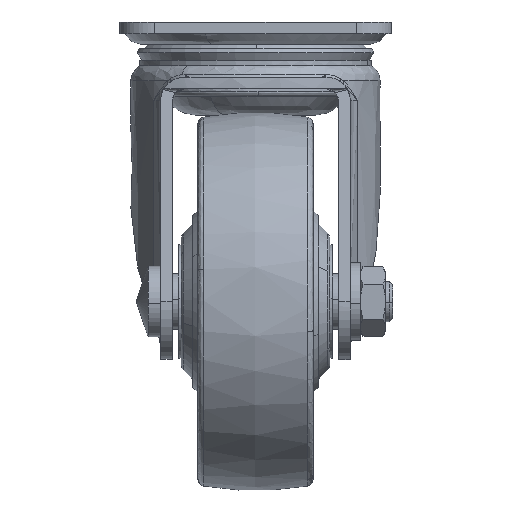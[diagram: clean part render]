
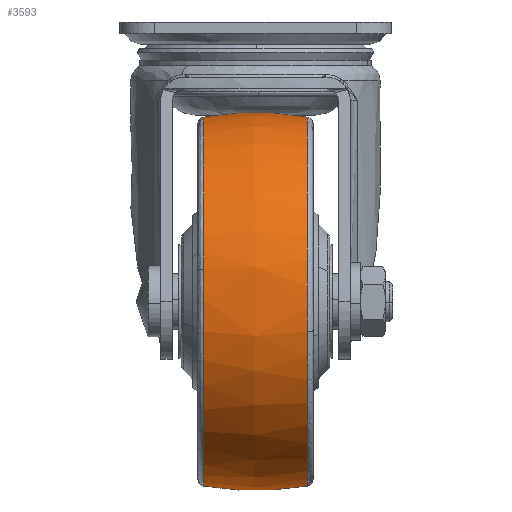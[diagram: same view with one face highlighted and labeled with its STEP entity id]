
A CAD part, left-side view. The second image highlights one B-rep face of the part: STEP entity #3593.
In plain terms, the highlighted free-form (B-spline) face has degree [2, 2] with [5, 5] control points.
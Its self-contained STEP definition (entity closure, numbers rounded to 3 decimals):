
#3312=CARTESIAN_POINT('',(-61.052,10.256,-49.091));
#3313=VERTEX_POINT('',#3312);
#3327=CARTESIAN_POINT('',(-25.0,10.256,-18.883));
#3328=VERTEX_POINT('',#3327);
#3329=CARTESIAN_POINT('',(-25.0,10.256,-18.883));
#3330=CARTESIAN_POINT('',(-55.682,10.256,-18.883));
#3331=CARTESIAN_POINT('',(-61.052,10.256,-49.091));
#3339=(BOUNDED_CURVE()B_SPLINE_CURVE(2,(#3329,#3330,#3331),.UNSPECIFIED.,.F.,.U.)B_SPLINE_CURVE_WITH_KNOTS((3,3),(0.5,0.72),.UNSPECIFIED.)CURVE()GEOMETRIC_REPRESENTATION_ITEM()RATIONAL_B_SPLINE_CURVE((1.0,0.742,0.938))REPRESENTATION_ITEM(''));
#3340=EDGE_CURVE('',#3328,#3313,#3339,.T.);
#3400=CARTESIAN_POINT('',(-25.0,10.256,-92.117));
#3401=VERTEX_POINT('',#3400);
#3415=CARTESIAN_POINT('',(-61.052,10.256,-49.091));
#3416=CARTESIAN_POINT('',(-61.617,10.256,-52.271));
#3417=CARTESIAN_POINT('',(-61.617,10.256,-55.5));
#3418=CARTESIAN_POINT('',(-61.617,10.256,-92.117));
#3419=CARTESIAN_POINT('',(-25.0,10.256,-92.117));
#3427=(BOUNDED_CURVE()B_SPLINE_CURVE(2,(#3415,#3416,#3417,#3418,#3419),.UNSPECIFIED.,.F.,.U.)B_SPLINE_CURVE_WITH_KNOTS((3,2,3),(0.72,0.75,1.0),.UNSPECIFIED.)CURVE()GEOMETRIC_REPRESENTATION_ITEM()RATIONAL_B_SPLINE_CURVE((0.938,0.965,1.0,0.707,1.0))REPRESENTATION_ITEM(''));
#3428=EDGE_CURVE('',#3313,#3401,#3427,.T.);
#3468=CARTESIAN_POINT('',(-25.0,-10.256,-92.117));
#3469=VERTEX_POINT('',#3468);
#3470=CARTESIAN_POINT('',(-25.0,-10.256,-92.117));
#3471=CARTESIAN_POINT('',(-25.0,-6.766,-92.723));
#3472=CARTESIAN_POINT('',(-25.0,0.109,-93.295));
#3473=CARTESIAN_POINT('',(-25.0,6.977,-92.686));
#3474=CARTESIAN_POINT('',(-25.0,10.256,-92.117));
#3475=B_SPLINE_CURVE_WITH_KNOTS('',3,(#3470,#3471,#3472,#3473,#3474),.UNSPECIFIED.,.F.,.U.,(4,1,4),(0.,10.629,20.614),.UNSPECIFIED.);
#3476=EDGE_CURVE('',#3469,#3401,#3475,.T.);
#3480=CARTESIAN_POINT('',(-25.0,-10.256,-18.883));
#3481=VERTEX_POINT('',#3480);
#3482=CARTESIAN_POINT('',(-25.0,-10.256,-18.883));
#3483=CARTESIAN_POINT('',(-25.0,-7.77,-18.452));
#3484=CARTESIAN_POINT('',(-25.0,-3.921,-18.032));
#3485=CARTESIAN_POINT('',(-25.0,2.954,-17.949));
#3486=CARTESIAN_POINT('',(-25.0,7.294,-18.369));
#3487=CARTESIAN_POINT('',(-25.0,10.256,-18.883));
#3488=B_SPLINE_CURVE_WITH_KNOTS('',3,(#3482,#3483,#3484,#3485,#3486,#3487),.UNSPECIFIED.,.F.,.U.,(4,1,1,4),(0.,7.569,11.595,20.614),.UNSPECIFIED.);
#3489=EDGE_CURVE('',#3481,#3328,#3488,.T.);
#3524=CARTESIAN_POINT('',(-25.,-11.293,-19.072));
#3525=CARTESIAN_POINT('',(-25.0,-5.697,-18.));
#3526=CARTESIAN_POINT('',(-25.0,0.,-18.));
#3527=CARTESIAN_POINT('',(-25.,5.697,-18.));
#3528=CARTESIAN_POINT('',(-25.,11.293,-19.072));
#3529=CARTESIAN_POINT('',(-61.428,-11.293,-19.072));
#3530=CARTESIAN_POINT('',(-62.5,-5.697,-18.));
#3531=CARTESIAN_POINT('',(-62.5,0.,-18.));
#3532=CARTESIAN_POINT('',(-62.5,5.697,-18.));
#3533=CARTESIAN_POINT('',(-61.428,11.293,-19.072));
#3534=CARTESIAN_POINT('',(-61.428,-11.293,-55.5));
#3535=CARTESIAN_POINT('',(-62.5,-5.697,-55.5));
#3536=CARTESIAN_POINT('',(-62.5,0.,-55.5));
#3537=CARTESIAN_POINT('',(-62.5,5.697,-55.5));
#3538=CARTESIAN_POINT('',(-61.428,11.293,-55.5));
#3539=CARTESIAN_POINT('',(-61.428,-11.293,-91.928));
#3540=CARTESIAN_POINT('',(-62.5,-5.697,-93.));
#3541=CARTESIAN_POINT('',(-62.5,0.,-93.));
#3542=CARTESIAN_POINT('',(-62.5,5.697,-93.));
#3543=CARTESIAN_POINT('',(-61.428,11.293,-91.928));
#3544=CARTESIAN_POINT('',(-25.,-11.293,-91.928));
#3545=CARTESIAN_POINT('',(-25.0,-5.697,-93.));
#3546=CARTESIAN_POINT('',(-25.0,0.,-93.));
#3547=CARTESIAN_POINT('',(-25.,5.697,-93.));
#3548=CARTESIAN_POINT('',(-25.,11.293,-91.928));
#3556=(BOUNDED_SURFACE()B_SPLINE_SURFACE(2,2,((#3524,#3529,#3534,#3539,#3544),(#3525,#3530,#3535,#3540,#3545),(#3526,#3531,#3536,#3541,#3546),(#3527,#3532,#3537,#3542,#3547),(#3528,#3533,#3538,#3543,#3548)),.UNSPECIFIED.,.F.,.F.,.U.)B_SPLINE_SURFACE_WITH_KNOTS((3,2,3),(3,2,3),(0.0,11.62,23.241),(0.0,62.132,124.264),.UNSPECIFIED.)GEOMETRIC_REPRESENTATION_ITEM()RATIONAL_B_SPLINE_SURFACE(((0.953,0.674,0.953,0.674,0.953),(0.972,0.687,0.972,0.687,0.972),(1.0,0.707,1.0,0.707,1.0),(0.972,0.687,0.972,0.687,0.972),(0.953,0.674,0.953,0.674,0.953)))REPRESENTATION_ITEM('')SURFACE());
#3557=ORIENTED_EDGE('',*,*,#3476,.F.);
#3558=CARTESIAN_POINT('',(-61.129,-10.256,-61.455));
#3559=VERTEX_POINT('',#3558);
#3560=CARTESIAN_POINT('',(-61.129,-10.256,-61.455));
#3561=CARTESIAN_POINT('',(-56.075,-10.256,-92.117));
#3562=CARTESIAN_POINT('',(-25.0,-10.256,-92.117));
#3570=(BOUNDED_CURVE()B_SPLINE_CURVE(2,(#3560,#3561,#3562),.UNSPECIFIED.,.F.,.U.)B_SPLINE_CURVE_WITH_KNOTS((3,3),(0.778,1.0),.UNSPECIFIED.)CURVE()GEOMETRIC_REPRESENTATION_ITEM()RATIONAL_B_SPLINE_CURVE((0.942,0.74,1.0))REPRESENTATION_ITEM(''));
#3571=EDGE_CURVE('',#3559,#3469,#3570,.T.);
#3572=ORIENTED_EDGE('',*,*,#3571,.F.);
#3573=CARTESIAN_POINT('',(-25.0,-10.256,-18.883));
#3574=CARTESIAN_POINT('',(-61.617,-10.256,-18.883));
#3575=CARTESIAN_POINT('',(-61.617,-10.256,-55.5));
#3576=CARTESIAN_POINT('',(-61.617,-10.256,-58.498));
#3577=CARTESIAN_POINT('',(-61.129,-10.256,-61.455));
#3585=(BOUNDED_CURVE()B_SPLINE_CURVE(2,(#3573,#3574,#3575,#3576,#3577),.UNSPECIFIED.,.F.,.U.)B_SPLINE_CURVE_WITH_KNOTS((3,2,3),(0.5,0.75,0.778),.UNSPECIFIED.)CURVE()GEOMETRIC_REPRESENTATION_ITEM()RATIONAL_B_SPLINE_CURVE((1.0,0.707,1.0,0.967,0.942))REPRESENTATION_ITEM(''));
#3586=EDGE_CURVE('',#3481,#3559,#3585,.T.);
#3587=ORIENTED_EDGE('',*,*,#3586,.F.);
#3588=ORIENTED_EDGE('',*,*,#3489,.T.);
#3589=ORIENTED_EDGE('',*,*,#3340,.T.);
#3590=ORIENTED_EDGE('',*,*,#3428,.T.);
#3591=EDGE_LOOP('',(#3557,#3572,#3587,#3588,#3589,#3590));
#3592=FACE_OUTER_BOUND('',#3591,.T.);
#3593=ADVANCED_FACE('',(#3592),#3556,.T.);
